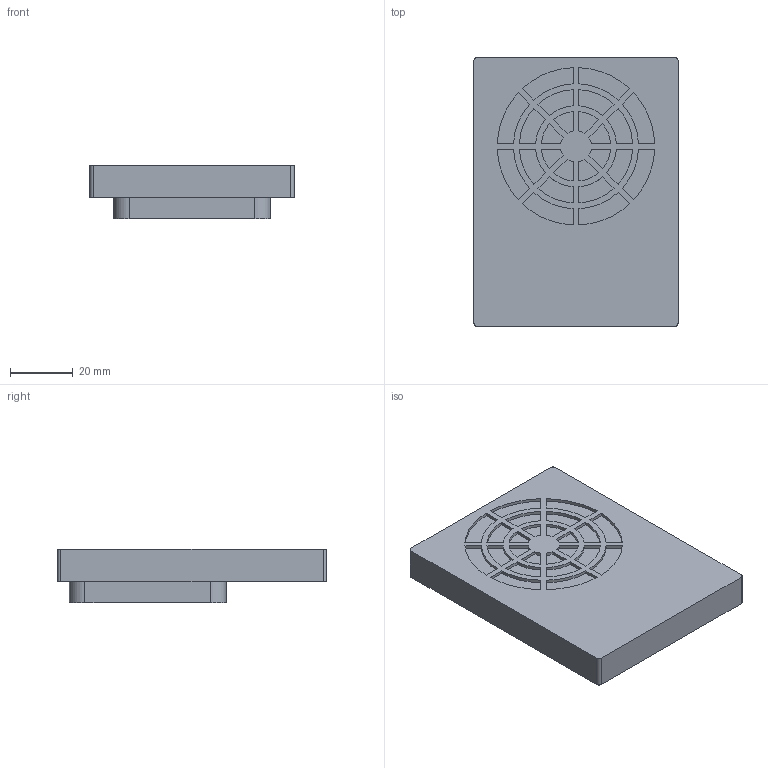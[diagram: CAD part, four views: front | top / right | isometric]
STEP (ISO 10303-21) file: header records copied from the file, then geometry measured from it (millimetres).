
FILE_DESCRIPTION (( 'STEP AP214' ), '1' );
FILE_NAME ('CFW300-FAN-B-T4.STEP', '2024-09-11T00:41:33', ( '' ), ( '' ), 'SwSTEP 2.0', 'SolidWorks 2021', '' );
FILE_SCHEMA (( 'AUTOMOTIVE_DESIGN' ));
Length unit declared in the file: inch
Products named in the file (1): CFW300-FAN-B-T4
Bounding box: 65 x 85.73 x 17.07 mm (x, y, z)
Volume: 71651 mm3; surface area: 16554.5 mm2
Topology: 1 solids, 1 shells, 156 faces, 378 edges, 252 vertices
Faces by surface type: plane 92, cylinder 64
Entity records: 4630 total; most frequent: DIRECTION 820, CARTESIAN_POINT 787, ORIENTED_EDGE 756, EDGE_CURVE 378, AXIS2_PLACEMENT_3D 285, VERTEX_POINT 252, LINE 250, VECTOR 250
